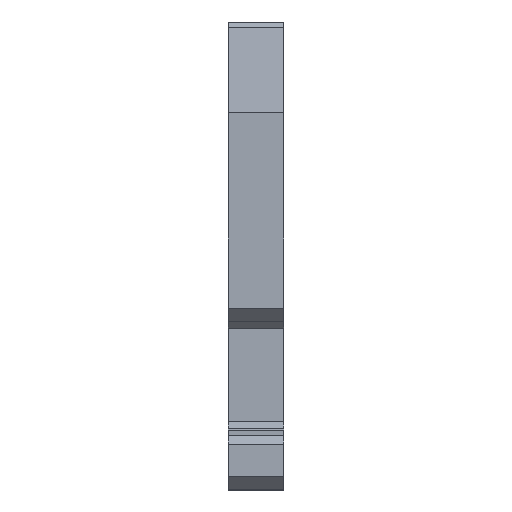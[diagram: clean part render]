
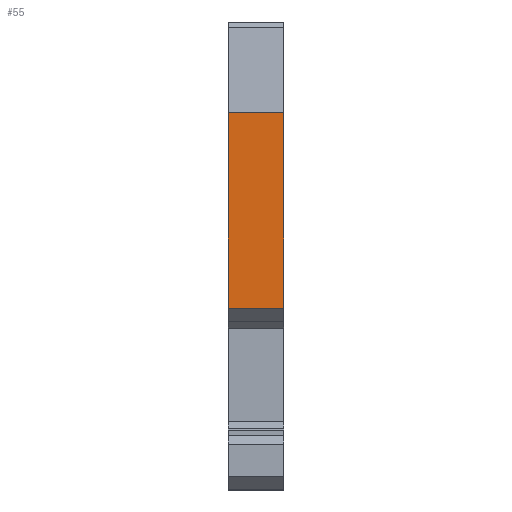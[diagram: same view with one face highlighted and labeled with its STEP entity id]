
A CAD part, left-side view. The second image highlights one B-rep face of the part: STEP entity #55.
In plain terms, the highlighted free-form (B-spline) face has degree [1, 1] with [2, 2] control points.
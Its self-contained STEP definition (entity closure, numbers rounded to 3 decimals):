
#20=CARTESIAN_POINT('',(-23.45,0.,5.688));
#21=CARTESIAN_POINT('',(-23.45,4.2,5.688));
#22=CARTESIAN_POINT('',(-23.45,0.,-15.55));
#23=CARTESIAN_POINT('',(-23.45,4.2,-15.55));
#24=B_SPLINE_SURFACE_WITH_KNOTS('',1,1,((#20,#21),(#22,#23)),.PLANE_SURF.,.F.,.F.,.U.,(2,2),(2,2),(-0.5,1.),(0.,1.),.UNSPECIFIED.);
#25=CARTESIAN_POINT('',(-23.45,0.,-15.55));
#26=VERTEX_POINT('',#25);
#27=CARTESIAN_POINT('',(-23.45,4.2,-15.55));
#28=VERTEX_POINT('',#27);
#29=CARTESIAN_POINT('',(-23.45,0.,-15.55));
#30=CARTESIAN_POINT('',(-23.45,4.2,-15.55));
#31=B_SPLINE_CURVE_WITH_KNOTS('',1,(#29,#30),.POLYLINE_FORM.,.F.,.U.,(2,2),(0.,1.),.UNSPECIFIED.);
#32=EDGE_CURVE('',#26,#28,#31,.T.);
#33=ORIENTED_EDGE('',*,*,#32,.T.);
#34=CARTESIAN_POINT('',(-23.45,4.2,-0.753));
#35=VERTEX_POINT('',#34);
#36=CARTESIAN_POINT('',(-23.45,4.2,-15.55));
#37=CARTESIAN_POINT('',(-23.45,4.2,-0.753));
#38=B_SPLINE_CURVE_WITH_KNOTS('',1,(#36,#37),.POLYLINE_FORM.,.F.,.U.,(2,2),(0.,1.),.UNSPECIFIED.);
#39=EDGE_CURVE('',#28,#35,#38,.T.);
#40=ORIENTED_EDGE('',*,*,#39,.T.);
#41=CARTESIAN_POINT('',(-23.45,0.,-0.753));
#42=VERTEX_POINT('',#41);
#43=CARTESIAN_POINT('',(-23.45,4.2,-0.753));
#44=CARTESIAN_POINT('',(-23.45,0.,-0.753));
#45=B_SPLINE_CURVE_WITH_KNOTS('',1,(#43,#44),.POLYLINE_FORM.,.F.,.U.,(2,2),(0.364,0.402),.UNSPECIFIED.);
#46=EDGE_CURVE('',#35,#42,#45,.T.);
#47=ORIENTED_EDGE('',*,*,#46,.T.);
#48=CARTESIAN_POINT('',(-23.45,0.,-15.55));
#49=CARTESIAN_POINT('',(-23.45,0.,-0.753));
#50=B_SPLINE_CURVE_WITH_KNOTS('',1,(#48,#49),.POLYLINE_FORM.,.F.,.U.,(2,2),(0.,1.),.UNSPECIFIED.);
#51=EDGE_CURVE('',#26,#42,#50,.T.);
#52=ORIENTED_EDGE('',*,*,#51,.F.);
#53=EDGE_LOOP('',(#33,#40,#47,#52));
#54=FACE_OUTER_BOUND('',#53,.F.);
#55=ADVANCED_FACE('',(#54),#24,.F.);
